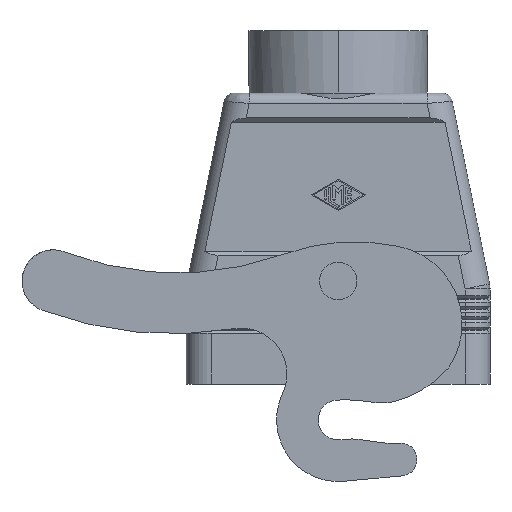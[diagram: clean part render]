
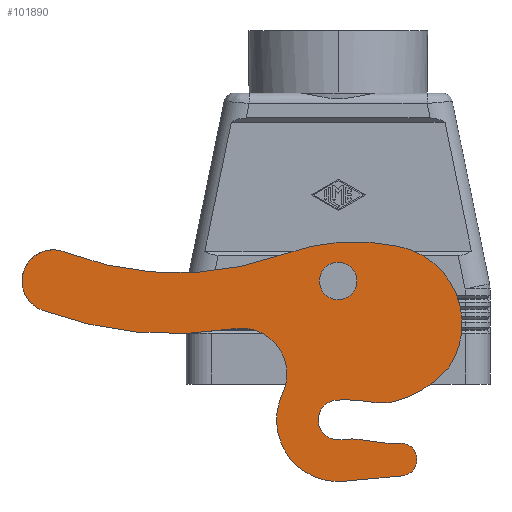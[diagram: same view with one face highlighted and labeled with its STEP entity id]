
A CAD part, front view. The second image highlights one B-rep face of the part: STEP entity #101890.
In plain terms, the highlighted planar face has unit normal (0, -1, 0).
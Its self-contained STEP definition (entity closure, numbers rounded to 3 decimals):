
#99990=CARTESIAN_POINT('',(-68.5,-25.75,24.8));
#100000=DIRECTION('',(0.,-1.,0.));
#100010=DIRECTION('',(1.,0.,0.));
#100020=AXIS2_PLACEMENT_3D('',#99990,#100000,#100010);
#100030=CIRCLE('',#100020,7.5);
#100040=CARTESIAN_POINT('',(-65.791,-25.75,31.794));
#100050=VERTEX_POINT('',#100040);
#100060=CARTESIAN_POINT('',(-71.113,-25.75,17.77));
#100070=VERTEX_POINT('',#100060);
#100080=EDGE_CURVE('',#100050,#100070,#100030,.T.);
#100270=CARTESIAN_POINT('',(96.984,-25.75,-58.637));
#100280=DIRECTION('',(0.,-1.,0.));
#100290=DIRECTION('',(1.,0.,0.));
#100300=AXIS2_PLACEMENT_3D('',#100270,#100280,#100290);
#100310=PLANE('',#100300);
#100320=CARTESIAN_POINT('',(0.,-25.75,24.8));
#100330=DIRECTION('',(0.,-1.,0.));
#100340=DIRECTION('',(1.,0.,0.));
#100350=AXIS2_PLACEMENT_3D('',#100320,#100330,#100340);
#100360=CIRCLE('',#100350,4.5);
#100370=CARTESIAN_POINT('',(4.5,-25.75,24.8));
#100380=VERTEX_POINT('',#100370);
#100390=CARTESIAN_POINT('',(-4.5,-25.75,24.8));
#100400=VERTEX_POINT('',#100390);
#100410=EDGE_CURVE('',#100380,#100400,#100360,.T.);
#100420=ORIENTED_EDGE('',*,*,#100410,.F.);
#100430=EDGE_CURVE('',#100400,#100380,#100360,.T.);
#100440=ORIENTED_EDGE('',*,*,#100430,.F.);
#100450=EDGE_LOOP('',(#100440,#100420));
#100460=FACE_BOUND('',#100450,.T.);
#100470=CARTESIAN_POINT('',(-38.7,-25.75,101.73));
#100480=DIRECTION('',(0.,-1.,0.));
#100490=DIRECTION('',(1.,0.,0.));
#100500=AXIS2_PLACEMENT_3D('',#100470,#100480,#100490);
#100510=CIRCLE('',#100500,75.);
#100520=CARTESIAN_POINT('',(-13.089,-25.75,31.238));
#100530=VERTEX_POINT('',#100520);
#100540=EDGE_CURVE('',#100050,#100530,#100510,.T.);
#100550=ORIENTED_EDGE('',*,*,#100540,.F.);
#100560=CARTESIAN_POINT('',(4.,-25.75,-15.8));
#100570=DIRECTION('',(0.,-1.,0.));
#100580=DIRECTION('',(1.,0.,0.));
#100590=AXIS2_PLACEMENT_3D('',#100560,#100570,#100580);
#100600=CIRCLE('',#100590,50.046);
#100610=CARTESIAN_POINT('',(14.289,-25.75,33.177));
#100620=VERTEX_POINT('',#100610);
#100630=EDGE_CURVE('',#100620,#100530,#100600,.T.);
#100640=ORIENTED_EDGE('',*,*,#100630,.T.);
#100650=CARTESIAN_POINT('',(10.8,-25.75,14.5));
#100660=DIRECTION('',(0.,-1.,0.));
#100670=DIRECTION('',(1.,0.,0.));
#100680=AXIS2_PLACEMENT_3D('',#100650,#100660,#100670);
#100690=CIRCLE('',#100680,19.);
#100700=CARTESIAN_POINT('',(26.395,-25.75,3.646));
#100710=VERTEX_POINT('',#100700);
#100720=EDGE_CURVE('',#100710,#100620,#100690,.T.);
#100730=ORIENTED_EDGE('',*,*,#100720,.T.);
#100740=CARTESIAN_POINT('',(6.5,-25.75,21.9));
#100750=DIRECTION('',(0.,-1.,0.));
#100760=DIRECTION('',(1.,0.,0.));
#100770=AXIS2_PLACEMENT_3D('',#100740,#100750,#100760);
#100780=CIRCLE('',#100770,27.);
#100790=CARTESIAN_POINT('',(12.508,-25.75,-4.423));
#100800=VERTEX_POINT('',#100790);
#100810=EDGE_CURVE('',#100800,#100710,#100780,.T.);
#100820=ORIENTED_EDGE('',*,*,#100810,.T.);
#100830=CARTESIAN_POINT('',(10.8,-25.75,14.5));
#100840=DIRECTION('',(0.,-1.,0.));
#100850=DIRECTION('',(1.,0.,0.));
#100860=AXIS2_PLACEMENT_3D('',#100830,#100840,#100850);
#100870=CIRCLE('',#100860,19.);
#100880=CARTESIAN_POINT('',(7.814,-25.75,-4.264));
#100890=VERTEX_POINT('',#100880);
#100900=EDGE_CURVE('',#100890,#100800,#100870,.T.);
#100910=ORIENTED_EDGE('',*,*,#100900,.T.);
#100920=CARTESIAN_POINT('',(1.528,-25.75,-43.767));
#100930=DIRECTION('',(0.,-1.,0.));
#100940=DIRECTION('',(1.,0.,0.));
#100950=AXIS2_PLACEMENT_3D('',#100920,#100930,#100940);
#100960=CIRCLE('',#100950,40.);
#100970=CARTESIAN_POINT('',(-0.208,-25.75,-3.805)
);
#100980=VERTEX_POINT('',#100970);
#100990=EDGE_CURVE('',#100890,#100980,#100960,.T.);
#101000=ORIENTED_EDGE('',*,*,#100990,.F.);
#101010=CARTESIAN_POINT('',(0.,-25.75,
-8.6));
#101020=DIRECTION('',(0.,-1.,0.));
#101030=DIRECTION('',(1.,0.,0.));
#101040=AXIS2_PLACEMENT_3D('',#101010,#101020,#101030);
#101050=CIRCLE('',#101040,4.8);
#101060=CARTESIAN_POINT('',(0.418,-25.75,-13.382))
;
#101070=VERTEX_POINT('',#101060);
#101080=EDGE_CURVE('',#100980,#101070,#101050,.T.);
#101090=ORIENTED_EDGE('',*,*,#101080,.F.);
#101100=CARTESIAN_POINT('',(0.418,-25.75,-13.382))
;
#101110=DIRECTION('',(0.996,0.,0.087));
#101120=VECTOR('',#101110,1.);
#101130=LINE('',#101100,#101120);
#101140=CARTESIAN_POINT('',(2.504,-25.75,-13.199));
#101150=VERTEX_POINT('',#101140);
#101160=EDGE_CURVE('',#101070,#101150,#101130,.T.);
#101170=ORIENTED_EDGE('',*,*,#101160,.F.);
#101180=CARTESIAN_POINT('',(3.375,-25.75,-23.161));
#101190=DIRECTION('',(0.,-1.,0.));
#101200=DIRECTION('',(1.,0.,0.));
#101210=AXIS2_PLACEMENT_3D('',#101180,#101190,#101200);
#101220=CIRCLE('',#101210,10.);
#101230=CARTESIAN_POINT('',(4.767,-25.75,-13.259));
#101240=VERTEX_POINT('',#101230);
#101250=EDGE_CURVE('',#101240,#101150,#101220,.T.);
#101260=ORIENTED_EDGE('',*,*,#101250,.T.);
#101270=CARTESIAN_POINT('',(4.767,-25.75,-13.259));
#101280=DIRECTION('',(0.99,0.,-0.139));
#101290=VECTOR('',#101280,1.);
#101300=LINE('',#101270,#101290);
#101310=CARTESIAN_POINT('',(10.277,-25.75,-14.033));
#101320=VERTEX_POINT('',#101310);
#101330=EDGE_CURVE('',#101240,#101320,#101300,.T.);
#101340=ORIENTED_EDGE('',*,*,#101330,.F.);
#101350=CARTESIAN_POINT('',(13.061,-25.75,5.772));
#101360=DIRECTION('',(0.,-1.,0.));
#101370=DIRECTION('',(1.,0.,0.));
#101380=AXIS2_PLACEMENT_3D('',#101350,#101360,#101370);
#101390=CIRCLE('',#101380,20.);
#101400=CARTESIAN_POINT('',(14.68,-25.75,-14.162));
#101410=VERTEX_POINT('',#101400);
#101420=EDGE_CURVE('',#101320,#101410,#101390,.T.);
#101430=ORIENTED_EDGE('',*,*,#101420,.F.);
#101440=CARTESIAN_POINT('',(15.,-25.75,-18.1));
#101450=DIRECTION('',(0.,-1.,0.));
#101460=DIRECTION('',(1.,0.,0.));
#101470=AXIS2_PLACEMENT_3D('',#101440,#101450,#101460);
#101480=CIRCLE('',#101470,3.951);
#101490=CARTESIAN_POINT('',(15.366,-25.75,-22.034));
#101500=VERTEX_POINT('',#101490);
#101510=EDGE_CURVE('',#101500,#101410,#101480,.T.);
#101520=ORIENTED_EDGE('',*,*,#101510,.T.);
#101530=CARTESIAN_POINT('',(1.371,-25.75,-23.336));
#101540=DIRECTION('',(0.996,0.,0.093));
#101550=VECTOR('',#101540,1.);
#101560=LINE('',#101530,#101550);
#101570=CARTESIAN_POINT('',(1.371,-25.75,-23.336));
#101580=VERTEX_POINT('',#101570);
#101590=EDGE_CURVE('',#101580,#101500,#101560,.T.);
#101600=ORIENTED_EDGE('',*,*,#101590,.T.);
#101610=CARTESIAN_POINT('',(0.,-25.75,
-8.6));
#101620=DIRECTION('',(0.,-1.,0.));
#101630=DIRECTION('',(1.,0.,0.));
#101640=AXIS2_PLACEMENT_3D('',#101610,#101620,#101630);
#101650=CIRCLE('',#101640,14.8);
#101660=CARTESIAN_POINT('',(-13.366,-25.75,-2.245))
;
#101670=VERTEX_POINT('',#101660);
#101680=EDGE_CURVE('',#101670,#101580,#101650,.T.);
#101690=ORIENTED_EDGE('',*,*,#101680,.T.);
#101700=CARTESIAN_POINT('',(-23.301,-25.75,2.478));
#101710=DIRECTION('',(0.,-1.,0.));
#101720=DIRECTION('',(1.,0.,0.));
#101730=AXIS2_PLACEMENT_3D('',#101700,#101710,#101720);
#101740=CIRCLE('',#101730,11.);
#101750=CARTESIAN_POINT('',(-25.092,-25.75,13.331));
#101760=VERTEX_POINT('',#101750);
#101770=EDGE_CURVE('',#101670,#101760,#101740,.T.);
#101780=ORIENTED_EDGE('',*,*,#101770,.F.);
#101790=CARTESIAN_POINT('',(-39.752,-25.75,102.129));
#101800=DIRECTION('',(0.,-1.,0.));
#101810=DIRECTION('',(1.,0.,0.));
#101820=AXIS2_PLACEMENT_3D('',#101790,#101800,#101810);
#101830=CIRCLE('',#101820,90.);
#101840=EDGE_CURVE('',#100070,#101760,#101830,.T.);
#101850=ORIENTED_EDGE('',*,*,#101840,.T.);
#101860=ORIENTED_EDGE('',*,*,#100080,.T.);
#101870=EDGE_LOOP('',(#101860,#101850,#101780,#101690,#101600,#101520,
#101430,#101340,#101260,#101170,#101090,#101000,#100910,#100820,#100730,
#100640,#100550));
#101880=FACE_OUTER_BOUND('',#101870,.T.);
#101890=ADVANCED_FACE('',(#100460,#101880),#100310,.T.);
